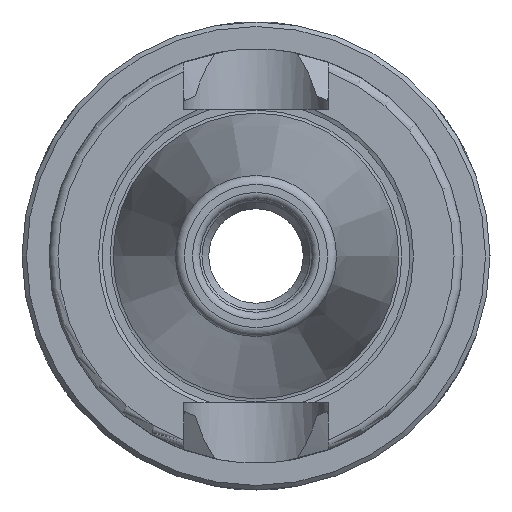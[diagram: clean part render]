
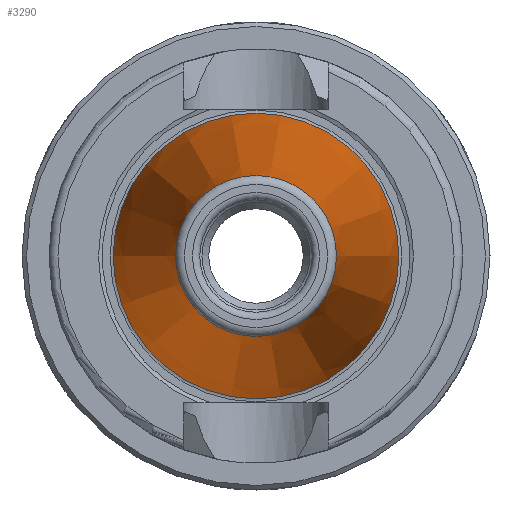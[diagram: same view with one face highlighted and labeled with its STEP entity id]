
A CAD part, left-side view. The second image highlights one B-rep face of the part: STEP entity #3290.
In plain terms, the highlighted conical face has half-angle 8.297 degrees and reference radius 12.408 mm.
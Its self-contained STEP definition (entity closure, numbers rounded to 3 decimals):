
#3256=CARTESIAN_POINT('',(-47.544,8.941,0.0));
#3257=VERTEX_POINT('',#3256);
#3258=CARTESIAN_POINT('',(-47.544,0.,0.0));
#3259=DIRECTION('',(1.0,0.0,0.0));
#3260=DIRECTION('',(0.0,1.0,0.0));
#3261=AXIS2_PLACEMENT_3D('',#3258,#3259,#3260);
#3262=CIRCLE('',#3261,8.941);
#3263=EDGE_CURVE('',#3257,#3257,#3262,.T.);
#3271=CARTESIAN_POINT('',(-23.772,0.,0.0));
#3272=DIRECTION('',(1.0,0.,0.0));
#3273=DIRECTION('',(0.0,1.0,0.0));
#3274=AXIS2_PLACEMENT_3D('',#3271,#3272,#3273);
#3275=CONICAL_SURFACE('',#3274,12.408,8.297);
#3276=CARTESIAN_POINT('',(0.0,15.875,0.0));
#3277=VERTEX_POINT('',#3276);
#3278=CARTESIAN_POINT('',(0.,0.,0.0));
#3279=DIRECTION('',(1.0,0.0,0.0));
#3280=DIRECTION('',(0.0,1.0,0.0));
#3281=AXIS2_PLACEMENT_3D('',#3278,#3279,#3280);
#3282=CIRCLE('',#3281,15.875);
#3283=EDGE_CURVE('',#3277,#3277,#3282,.T.);
#3284=ORIENTED_EDGE('',*,*,#3283,.F.);
#3285=EDGE_LOOP('',(#3284));
#3286=FACE_OUTER_BOUND('',#3285,.T.);
#3287=ORIENTED_EDGE('',*,*,#3263,.T.);
#3288=EDGE_LOOP('',(#3287));
#3289=FACE_BOUND('',#3288,.T.);
#3290=ADVANCED_FACE('',(#3286,#3289),#3275,.T.);
